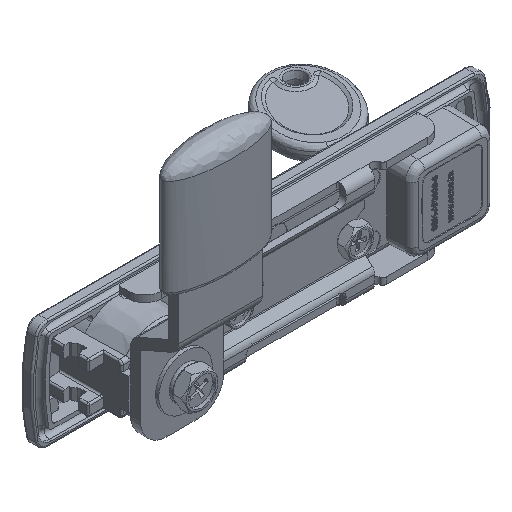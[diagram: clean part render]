
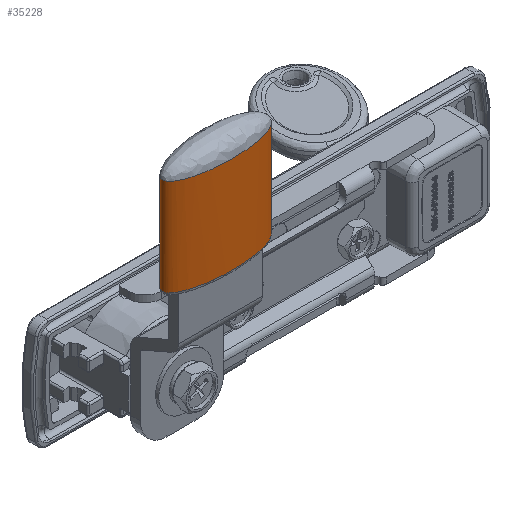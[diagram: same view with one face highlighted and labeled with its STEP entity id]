
A CAD part, isometric view. The second image highlights one B-rep face of the part: STEP entity #35228.
In plain terms, the highlighted free-form (B-spline) face has degree [2, 1] with [9, 2] control points.
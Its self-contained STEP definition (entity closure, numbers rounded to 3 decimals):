
#278=ELLIPSE('',#37893,16.,5.);
#279=ELLIPSE('',#37894,16.,5.);
#397=(
BOUNDED_SURFACE()
B_SPLINE_SURFACE(2,1,((#80791,#80792),(#80793,#80794),(#80795,#80796),(#80797,
#80798),(#80799,#80800),(#80801,#80802),(#80803,#80804),(#80805,#80806),
(#80807,#80808)),.UNSPECIFIED.,.T.,.F.,.F.)
B_SPLINE_SURFACE_WITH_KNOTS((3,2,2,2,3),(2,2),(-3.142,-1.571,
0.,1.571,3.142),(0.,3.48),
 .UNSPECIFIED.)
GEOMETRIC_REPRESENTATION_ITEM()
RATIONAL_B_SPLINE_SURFACE(((1.,1.),(0.707,0.707),
(1.,1.),(0.707,0.707),(1.,1.),(0.707,
0.707),(1.,1.),(0.707,0.707),(1.,1.)))
REPRESENTATION_ITEM('')
SURFACE()
);
#2988=B_SPLINE_CURVE_WITH_KNOTS('',3,(#80711,#80712,#80713,#80714,#80715,
#80716,#80717,#80718,#80719,#80720,#80721,#80722,#80723,#80724,#80725,#80726,
#80727,#80728,#80729,#80730,#80731,#80732,#80733,#80734,#80735,#80736,#80737,
#80738,#80739,#80740,#80741,#80742,#80743,#80744,#80745,#80746,#80747,#80748,
#80749,#80750),.UNSPECIFIED.,.T.,.F.,(4,1,1,1,1,1,1,1,1,1,1,1,1,1,1,1,1,
1,1,1,1,1,1,1,1,1,1,1,1,1,1,1,1,1,1,1,1,4),(-3.142,-3.128,
-3.114,-3.085,-3.029,-2.917,
-2.749,-2.693,-2.244,-1.795,
-1.346,-0.748,-0.449,-0.299,
-0.15,-0.075,-0.037,-0.019,
0.,0.009,0.019,0.037,
0.075,0.15,0.299,0.449,
0.524,0.598,0.748,1.346,2.244,
2.693,2.917,3.029,3.085,3.114,
3.128,3.142),.UNSPECIFIED.);
#5290=FACE_OUTER_BOUND('',#7350,.T.);
#7350=EDGE_LOOP('',(#32298,#32299,#32300,#32301,#32302));
#10345=LINE('',#80812,#13344);
#13344=VECTOR('',#46143,16.);
#16716=VERTEX_POINT('',#80705);
#16717=VERTEX_POINT('',#80809);
#16718=VERTEX_POINT('',#80810);
#21911=EDGE_CURVE('',#16716,#16716,#2988,.T.);
#21913=EDGE_CURVE('',#16717,#16718,#278,.T.);
#21914=EDGE_CURVE('',#16717,#16716,#10345,.T.);
#21915=EDGE_CURVE('',#16718,#16717,#279,.T.);
#32298=ORIENTED_EDGE('',*,*,#21913,.F.);
#32299=ORIENTED_EDGE('',*,*,#21914,.T.);
#32300=ORIENTED_EDGE('',*,*,#21911,.F.);
#32301=ORIENTED_EDGE('',*,*,#21914,.F.);
#32302=ORIENTED_EDGE('',*,*,#21915,.F.);
#35228=ADVANCED_FACE('',(#5290),#397,.T.);
#37893=AXIS2_PLACEMENT_3D('',#80811,#46141,#46142);
#37894=AXIS2_PLACEMENT_3D('',#80813,#46144,#46145);
#46141=DIRECTION('center_axis',(0.001,0.,1.));
#46142=DIRECTION('ref_axis',(-1.,0.,0.001));
#46143=DIRECTION('',(-0.001,0.,-1.));
#46144=DIRECTION('center_axis',(0.001,0.,1.));
#46145=DIRECTION('ref_axis',(-1.,0.,0.001));
#80705=CARTESIAN_POINT('',(16.02,-29.7,35.991));
#80711=CARTESIAN_POINT('Ctrl Pts',(16.02,-29.7,35.991));
#80712=CARTESIAN_POINT('Ctrl Pts',(16.02,-29.833,35.991));
#80713=CARTESIAN_POINT('Ctrl Pts',(15.983,-30.093,35.991));
#80714=CARTESIAN_POINT('Ctrl Pts',(15.837,-30.488,35.991));
#80715=CARTESIAN_POINT('Ctrl Pts',(15.53,-30.967,35.991));
#80716=CARTESIAN_POINT('Ctrl Pts',(14.89,-31.595,35.992));
#80717=CARTESIAN_POINT('Ctrl Pts',(13.76,-32.309,35.992));
#80718=CARTESIAN_POINT('Ctrl Pts',(12.631,-32.795,35.993));
#80719=CARTESIAN_POINT('Ctrl Pts',(10.326,-33.597,35.994));
#80720=CARTESIAN_POINT('Ctrl Pts',(7.007,-34.285,35.996));
#80721=CARTESIAN_POINT('Ctrl Pts',(2.376,-34.719,35.999));
#80722=CARTESIAN_POINT('Ctrl Pts',(-2.847,-34.716,
36.002));
#80723=CARTESIAN_POINT('Ctrl Pts',(-7.505,-34.221,
36.004));
#80724=CARTESIAN_POINT('Ctrl Pts',(-11.124,-33.342,
36.006));
#80725=CARTESIAN_POINT('Ctrl Pts',(-13.153,-32.576,
36.007));
#80726=CARTESIAN_POINT('Ctrl Pts',(-14.414,-31.912,
36.008));
#80727=CARTESIAN_POINT('Ctrl Pts',(-15.276,-31.211,
36.009));
#80728=CARTESIAN_POINT('Ctrl Pts',(-15.696,-30.671,
36.009));
#80729=CARTESIAN_POINT('Ctrl Pts',(-15.913,-30.221,
36.009));
#80730=CARTESIAN_POINT('Ctrl Pts',(-15.996,-29.798,
36.009));
#80731=CARTESIAN_POINT('Ctrl Pts',(-15.965,-29.44,
36.009));
#80732=CARTESIAN_POINT('Ctrl Pts',(-15.889,-29.136,36.009));
#80733=CARTESIAN_POINT('Ctrl Pts',(-15.7,-28.732,
36.009));
#80734=CARTESIAN_POINT('Ctrl Pts',(-15.28,-28.197,
36.009));
#80735=CARTESIAN_POINT('Ctrl Pts',(-14.419,-27.489,36.008));
#80736=CARTESIAN_POINT('Ctrl Pts',(-13.158,-26.828,
36.007));
#80737=CARTESIAN_POINT('Ctrl Pts',(-11.886,-26.345,
36.007));
#80738=CARTESIAN_POINT('Ctrl Pts',(-10.866,-26.031,
36.006));
#80739=CARTESIAN_POINT('Ctrl Pts',(-9.839,-25.752,
36.006));
#80740=CARTESIAN_POINT('Ctrl Pts',(-6.991,-25.119,
36.004));
#80741=CARTESIAN_POINT('Ctrl Pts',(-1.283,-24.531,
36.001));
#80742=CARTESIAN_POINT('Ctrl Pts',(5.481,-24.796,35.997));
#80743=CARTESIAN_POINT('Ctrl Pts',(10.911,-25.928,35.994));
#80744=CARTESIAN_POINT('Ctrl Pts',(13.579,-26.976,35.992));
#80745=CARTESIAN_POINT('Ctrl Pts',(14.889,-27.804,35.992));
#80746=CARTESIAN_POINT('Ctrl Pts',(15.531,-28.433,35.991));
#80747=CARTESIAN_POINT('Ctrl Pts',(15.837,-28.912,35.991));
#80748=CARTESIAN_POINT('Ctrl Pts',(15.983,-29.307,35.991));
#80749=CARTESIAN_POINT('Ctrl Pts',(16.02,-29.567,35.991));
#80750=CARTESIAN_POINT('Ctrl Pts',(16.02,-29.7,35.991));
#80791=CARTESIAN_POINT('Ctrl Pts',(16.02,-29.7,35.991));
#80792=CARTESIAN_POINT('Ctrl Pts',(16.04,-29.7,70.791));
#80793=CARTESIAN_POINT('Ctrl Pts',(16.02,-24.7,35.991));
#80794=CARTESIAN_POINT('Ctrl Pts',(16.04,-24.7,70.791));
#80795=CARTESIAN_POINT('Ctrl Pts',(0.02,-24.7,36.));
#80796=CARTESIAN_POINT('Ctrl Pts',(0.04,-24.7,
70.8));
#80797=CARTESIAN_POINT('Ctrl Pts',(-15.98,-24.7,
36.009));
#80798=CARTESIAN_POINT('Ctrl Pts',(-15.96,-24.7,
70.809));
#80799=CARTESIAN_POINT('Ctrl Pts',(-15.98,-29.7,36.009));
#80800=CARTESIAN_POINT('Ctrl Pts',(-15.96,-29.7,70.809));
#80801=CARTESIAN_POINT('Ctrl Pts',(-15.98,-34.7,
36.009));
#80802=CARTESIAN_POINT('Ctrl Pts',(-15.96,-34.7,
70.809));
#80803=CARTESIAN_POINT('Ctrl Pts',(0.02,-34.7,36.));
#80804=CARTESIAN_POINT('Ctrl Pts',(0.04,-34.7,
70.8));
#80805=CARTESIAN_POINT('Ctrl Pts',(16.02,-34.7,35.991));
#80806=CARTESIAN_POINT('Ctrl Pts',(16.04,-34.7,70.791));
#80807=CARTESIAN_POINT('Ctrl Pts',(16.02,-29.7,35.991));
#80808=CARTESIAN_POINT('Ctrl Pts',(16.04,-29.7,70.791));
#80809=CARTESIAN_POINT('',(16.036,-29.7,64.991));
#80810=CARTESIAN_POINT('',(-15.964,-29.7,65.009));
#80811=CARTESIAN_POINT('Origin',(0.036,-29.7,65.));
#80812=CARTESIAN_POINT('',(16.02,-29.7,34.991));
#80813=CARTESIAN_POINT('Origin',(0.036,-29.7,65.));
